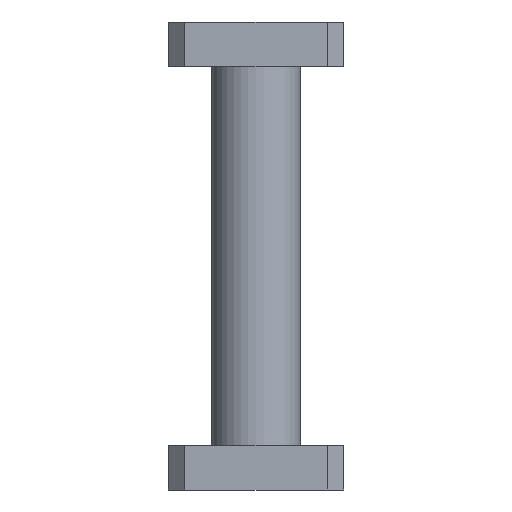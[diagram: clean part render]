
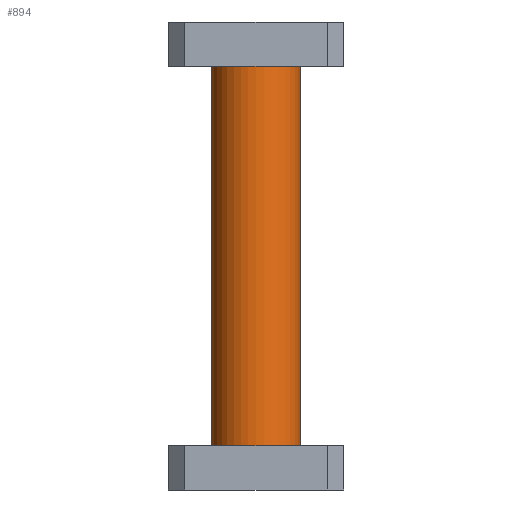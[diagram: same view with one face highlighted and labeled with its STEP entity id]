
A CAD part, left-side view. The second image highlights one B-rep face of the part: STEP entity #894.
In plain terms, the highlighted cylindrical face has radius 4.826 mm (diameter 9.652 mm), a partial arc.
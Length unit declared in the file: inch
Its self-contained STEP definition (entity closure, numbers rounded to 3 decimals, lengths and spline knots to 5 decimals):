
#46 = EDGE_CURVE ( 'NONE', #1029, #555, #102, .T. ) ;
#102 = CIRCLE ( 'NONE', #893, 0.19 ) ;
#137 = CARTESIAN_POINT ( 'NONE',  ( 0., 0.19, -1.78 ) ) ;
#157 = DIRECTION ( 'NONE',  ( 1., 0., 0. ) ) ;
#259 = ORIENTED_EDGE ( 'NONE', *, *, #1414, .F. ) ;
#271 = VERTEX_POINT ( 'NONE', #137 ) ;
#296 = CARTESIAN_POINT ( 'NONE',  ( 0., 0.19, -1.78 ) ) ;
#336 = LINE ( 'NONE', #400, #544 ) ;
#397 = DIRECTION ( 'NONE',  ( 0., 0., -1. ) ) ;
#400 = CARTESIAN_POINT ( 'NONE',  ( 0., -0.19, -1.78 ) ) ;
#401 = FACE_OUTER_BOUND ( 'NONE', #743, .T. ) ;
#462 = LINE ( 'NONE', #296, #1142 ) ;
#497 = DIRECTION ( 'NONE',  ( 0., 0., -1. ) ) ;
#530 = CARTESIAN_POINT ( 'NONE',  ( 0., 0., -1.78 ) ) ;
#544 = VECTOR ( 'NONE', #397, 39.37008 ) ;
#555 = VERTEX_POINT ( 'NONE', #1417 ) ;
#571 = AXIS2_PLACEMENT_3D ( 'NONE', #530, #497, #1144 ) ;
#692 = CARTESIAN_POINT ( 'NONE',  ( 0., -0.19, -0.16 ) ) ;
#743 = EDGE_LOOP ( 'NONE', ( #1134, #1071, #926, #259 ) ) ;
#893 = AXIS2_PLACEMENT_3D ( 'NONE', #1184, #963, #157 ) ;
#894 = ADVANCED_FACE ( 'NONE', ( #401 ), #1247, .T. ) ;
#921 = EDGE_CURVE ( 'NONE', #1029, #1120, #336, .T. ) ;
#926 = ORIENTED_EDGE ( 'NONE', *, *, #1271, .T. ) ;
#943 = DIRECTION ( 'NONE',  ( 0., 1., 0. ) ) ;
#963 = DIRECTION ( 'NONE',  ( 0., 0., -1. ) ) ;
#1029 = VERTEX_POINT ( 'NONE', #692 ) ;
#1069 = CARTESIAN_POINT ( 'NONE',  ( 0., 0., -1.78 ) ) ;
#1071 = ORIENTED_EDGE ( 'NONE', *, *, #46, .T. ) ;
#1120 = VERTEX_POINT ( 'NONE', #1322 ) ;
#1134 = ORIENTED_EDGE ( 'NONE', *, *, #921, .F. ) ;
#1142 = VECTOR ( 'NONE', #1420, 39.37008 ) ;
#1144 = DIRECTION ( 'NONE',  ( 0., 1., 0. ) ) ;
#1176 = AXIS2_PLACEMENT_3D ( 'NONE', #1069, #1383, #943 ) ;
#1184 = CARTESIAN_POINT ( 'NONE',  ( 0., 0., -0.16 ) ) ;
#1247 = CYLINDRICAL_SURFACE ( 'NONE', #1176, 0.19 ) ;
#1271 = EDGE_CURVE ( 'NONE', #555, #271, #462, .T. ) ;
#1274 = CIRCLE ( 'NONE', #571, 0.19 ) ;
#1322 = CARTESIAN_POINT ( 'NONE',  ( 0., -0.19, -1.78 ) ) ;
#1383 = DIRECTION ( 'NONE',  ( 0., 0., -1. ) ) ;
#1414 = EDGE_CURVE ( 'NONE', #1120, #271, #1274, .T. ) ;
#1417 = CARTESIAN_POINT ( 'NONE',  ( 0., 0.19, -0.16 ) ) ;
#1420 = DIRECTION ( 'NONE',  ( 0., 0., -1. ) ) ;
